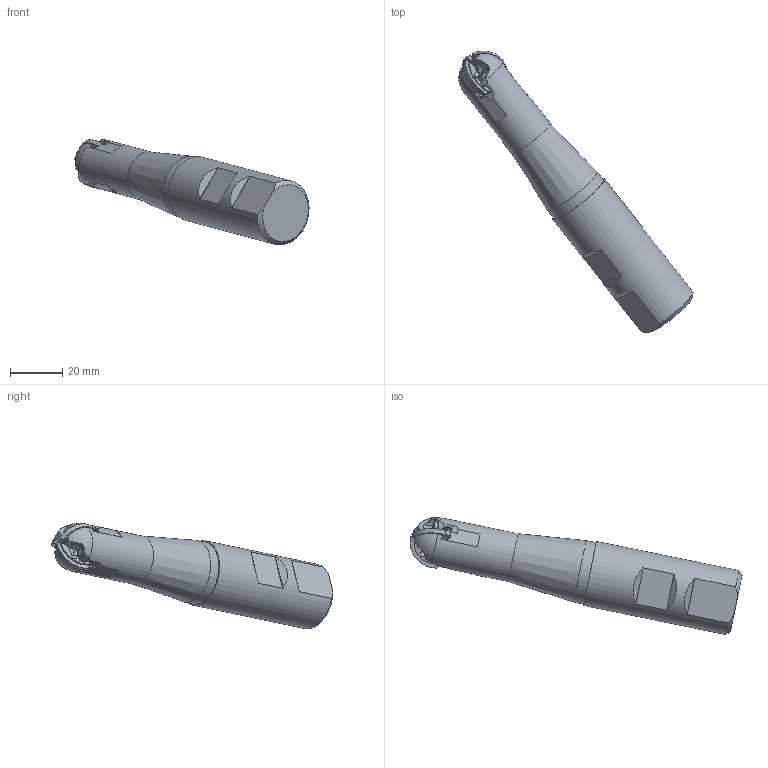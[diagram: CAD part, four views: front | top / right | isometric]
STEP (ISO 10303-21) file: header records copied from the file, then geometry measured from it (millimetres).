
FILE_DESCRIPTION(/* description */ (''),/* implementation_level */ '2;1');
FILE_NAME(/* name */ '20K3R070B25_CXP20.stp',/* time_stamp */ '2016-06-16T09:21:26+02:00',/* author */ (''),/* organization */ (''),/* preprocessor_version */ 'ST-DEVELOPER v15',/* originating_system */ 'SIEMENS PLM Software NX 8.5',/* authorisation */ '');
FILE_SCHEMA (('AUTOMOTIVE_DESIGN { 1 0 10303 214 3 1 1 1 }'));
Length unit declared in the file: millimetre
Products named in the file (1): czsu2E389538ur7q
Bounding box: 89.43 x 107.67 x 40.36 mm (x, y, z)
Volume: 47209.4 mm3; surface area: 11785.3 mm2
Topology: 7 solids, 7 shells, 439 faces, 1217 edges, 798 vertices
Faces by surface type: cylinder 210, plane 191, cone 26, sphere 6, torus 3, bspline 3
Full cylindrical faces by diameter (mm): 2 x1, 3 x3, 3.1 x3, 3.5 x6, 5.2 x3, 18.715 x1, 24 x1, 24.994 x1
Entity records: 15072 total; most frequent: CARTESIAN_POINT 3660, ORIENTED_EDGE 2328, DIRECTION 2276, EDGE_CURVE 1164, AXIS2_PLACEMENT_3D 833, VERTEX_POINT 792, LINE 610, VECTOR 610
